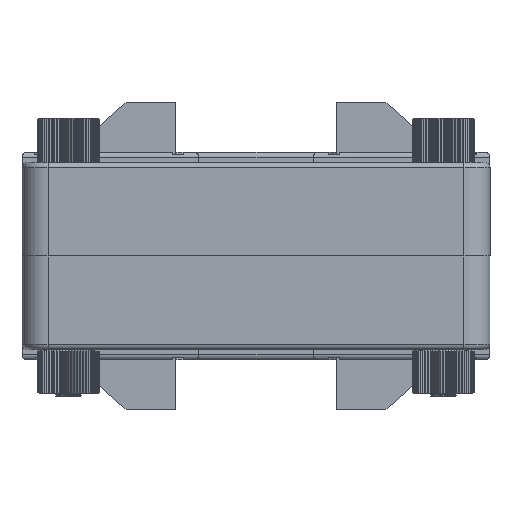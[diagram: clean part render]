
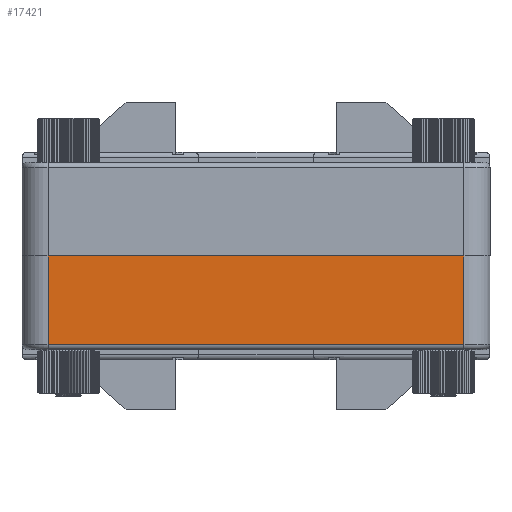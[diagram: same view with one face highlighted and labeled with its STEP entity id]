
A CAD part, front view. The second image highlights one B-rep face of the part: STEP entity #17421.
In plain terms, the highlighted face is planar.
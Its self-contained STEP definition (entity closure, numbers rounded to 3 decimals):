
#42 = CARTESIAN_POINT ( 'NONE',  ( 0., -5., 18. ) ) ;
#3329 = VERTEX_POINT ( 'NONE', #6230 ) ;
#6230 = CARTESIAN_POINT ( 'NONE',  ( 0., -5., 1. ) ) ;
#6901 = LINE ( 'NONE', #63496, #34171 ) ;
#8473 = EDGE_CURVE ( 'NONE', #53650, #3329, #24967, .T. ) ;
#8597 = EDGE_CURVE ( 'NONE', #53650, #17044, #6901, .T. ) ;
#9753 = EDGE_CURVE ( 'NONE', #17044, #22389, #12390, .T. ) ;
#12390 = LINE ( 'NONE', #55351, #68887 ) ;
#12640 = DIRECTION ( 'NONE',  ( 0., -1., 0. ) ) ;
#12846 = CARTESIAN_POINT ( 'NONE',  ( 0., -85., 1. ) ) ;
#13194 = DIRECTION ( 'NONE',  ( 0., 0., -1. ) ) ;
#15743 = PLANE ( 'NONE',  #26223 ) ;
#17044 = VERTEX_POINT ( 'NONE', #76107 ) ;
#17421 = ADVANCED_FACE ( 'NONE', ( #34574 ), #15743, .F. ) ;
#18670 = LINE ( 'NONE', #68480, #61704 ) ;
#22389 = VERTEX_POINT ( 'NONE', #12846 ) ;
#24967 = LINE ( 'NONE', #42, #62332 ) ;
#26223 = AXIS2_PLACEMENT_3D ( 'NONE', #52254, #69978, #51870 ) ;
#34171 = VECTOR ( 'NONE', #57086, 1000. ) ;
#34574 = FACE_OUTER_BOUND ( 'NONE', #50849, .T. ) ;
#38299 = ORIENTED_EDGE ( 'NONE', *, *, #9753, .F. ) ;
#39178 = EDGE_CURVE ( 'NONE', #3329, #22389, #18670, .T. ) ;
#43482 = CARTESIAN_POINT ( 'NONE',  ( 0., -5., 18. ) ) ;
#50849 = EDGE_LOOP ( 'NONE', ( #67280, #60615, #38299, #71081 ) ) ;
#51870 = DIRECTION ( 'NONE',  ( 0., 1., 0. ) ) ;
#52254 = CARTESIAN_POINT ( 'NONE',  ( 0., -5., 18. ) ) ;
#53650 = VERTEX_POINT ( 'NONE', #43482 ) ;
#54271 = DIRECTION ( 'NONE',  ( 0., 0., -1. ) ) ;
#55351 = CARTESIAN_POINT ( 'NONE',  ( 0., -85., 18. ) ) ;
#57086 = DIRECTION ( 'NONE',  ( 0., -1., 0. ) ) ;
#60615 = ORIENTED_EDGE ( 'NONE', *, *, #39178, .T. ) ;
#61704 = VECTOR ( 'NONE', #12640, 1000. ) ;
#62332 = VECTOR ( 'NONE', #54271, 1000. ) ;
#63496 = CARTESIAN_POINT ( 'NONE',  ( 0., -5., 18. ) ) ;
#67280 = ORIENTED_EDGE ( 'NONE', *, *, #8473, .T. ) ;
#68480 = CARTESIAN_POINT ( 'NONE',  ( 0., -5., 1. ) ) ;
#68887 = VECTOR ( 'NONE', #13194, 1000. ) ;
#69978 = DIRECTION ( 'NONE',  ( 1., 0., 0. ) ) ;
#71081 = ORIENTED_EDGE ( 'NONE', *, *, #8597, .F. ) ;
#76107 = CARTESIAN_POINT ( 'NONE',  ( 0., -85., 18. ) ) ;
